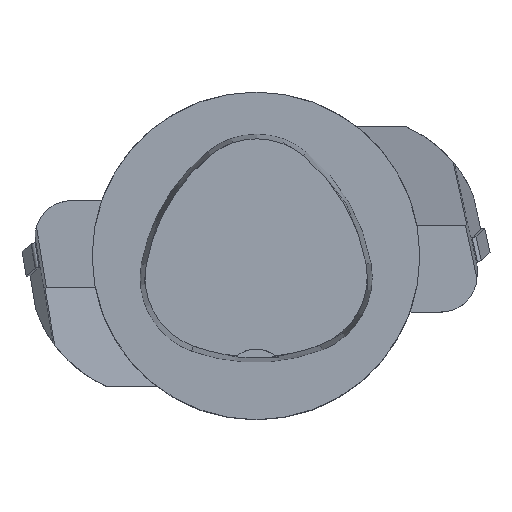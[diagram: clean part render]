
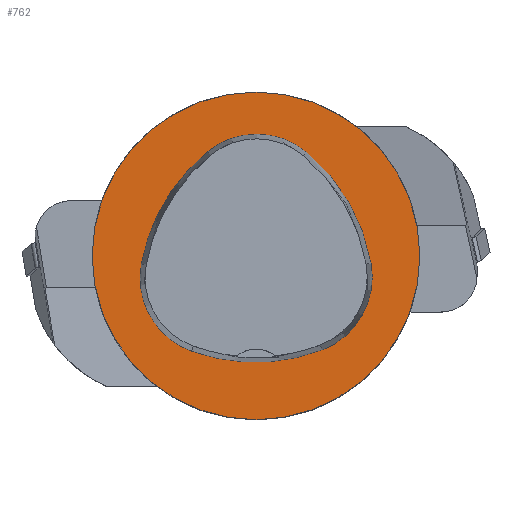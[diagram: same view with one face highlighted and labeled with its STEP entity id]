
A CAD part, top view. The second image highlights one B-rep face of the part: STEP entity #762.
In plain terms, the highlighted planar face has unit normal (0, 0, 1).
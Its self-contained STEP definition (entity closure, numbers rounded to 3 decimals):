
#762=ADVANCED_FACE('',(#1019,#1020),#918,.T.);
#918=PLANE('',#4097);
#1019=FACE_BOUND('',#1196,.T.);
#1020=FACE_BOUND('',#1197,.T.);
#1196=EDGE_LOOP('',(#2012,#2013,#2014,#2015,#2016,#2017));
#1197=EDGE_LOOP('',(#2018));
#1312=CIRCLE('',#4069,31.5);
#1313=CIRCLE('',#4075,36.);
#1315=CIRCLE('',#4078,15.);
#1317=CIRCLE('',#4081,36.);
#1319=CIRCLE('',#4084,15.);
#1323=CIRCLE('',#4089,36.);
#1325=CIRCLE('',#4092,15.);
#2012=ORIENTED_EDGE('',*,*,#3022,.T.);
#2013=ORIENTED_EDGE('',*,*,#3002,.T.);
#2014=ORIENTED_EDGE('',*,*,#3006,.T.);
#2015=ORIENTED_EDGE('',*,*,#3009,.T.);
#2016=ORIENTED_EDGE('',*,*,#3012,.T.);
#2017=ORIENTED_EDGE('',*,*,#3020,.T.);
#2018=ORIENTED_EDGE('',*,*,#2993,.F.);
#2557=VERTEX_POINT('',#6172);
#2566=VERTEX_POINT('',#6191);
#2567=VERTEX_POINT('',#6192);
#2570=VERTEX_POINT('',#6200);
#2572=VERTEX_POINT('',#6206);
#2574=VERTEX_POINT('',#6212);
#2581=VERTEX_POINT('',#6233);
#2993=EDGE_CURVE('',#2557,#2557,#1312,.T.);
#3002=EDGE_CURVE('',#2566,#2567,#1313,.T.);
#3006=EDGE_CURVE('',#2567,#2570,#1315,.T.);
#3009=EDGE_CURVE('',#2570,#2572,#1317,.T.);
#3012=EDGE_CURVE('',#2572,#2574,#1319,.T.);
#3020=EDGE_CURVE('',#2574,#2581,#1323,.T.);
#3022=EDGE_CURVE('',#2581,#2566,#1325,.T.);
#4069=AXIS2_PLACEMENT_3D('',#6171,#4774,#4775);
#4075=AXIS2_PLACEMENT_3D('',#6190,#4790,#4791);
#4078=AXIS2_PLACEMENT_3D('',#6199,#4798,#4799);
#4081=AXIS2_PLACEMENT_3D('',#6205,#4805,#4806);
#4084=AXIS2_PLACEMENT_3D('',#6211,#4812,#4813);
#4089=AXIS2_PLACEMENT_3D('',#6234,#4824,#4825);
#4092=AXIS2_PLACEMENT_3D('',#6237,#4830,#4831);
#4097=AXIS2_PLACEMENT_3D('',#6242,#4840,#4841);
#4774=DIRECTION('',(0.,0.,-1.));
#4775=DIRECTION('',(-1.,0.,0.));
#4790=DIRECTION('',(0.,0.,-1.));
#4791=DIRECTION('',(-1.,0.,0.));
#4798=DIRECTION('',(0.,0.,-1.));
#4799=DIRECTION('',(-1.,0.,0.));
#4805=DIRECTION('',(0.,0.,-1.));
#4806=DIRECTION('',(-1.,0.,0.));
#4812=DIRECTION('',(0.,0.,-1.));
#4813=DIRECTION('',(-1.,0.,0.));
#4824=DIRECTION('',(0.,0.,-1.));
#4825=DIRECTION('',(-1.,0.,0.));
#4830=DIRECTION('',(0.,0.,-1.));
#4831=DIRECTION('',(-1.,0.,0.));
#4840=DIRECTION('',(0.,0.,1.));
#4841=DIRECTION('',(1.,0.,0.));
#6171=CARTESIAN_POINT('',(0.,0.,0.));
#6172=CARTESIAN_POINT('',(-31.5,0.,0.));
#6190=CARTESIAN_POINT('',(13.398,-7.893,0.));
#6191=CARTESIAN_POINT('',(-22.041,-1.562,0.));
#6192=CARTESIAN_POINT('',(-9.317,20.036,0.));
#6199=CARTESIAN_POINT('',(0.148,8.399,0.));
#6200=CARTESIAN_POINT('',(9.779,19.898,0.));
#6205=CARTESIAN_POINT('',(-13.337,-7.7,0.));
#6206=CARTESIAN_POINT('',(22.122,-1.48,0.));
#6211=CARTESIAN_POINT('',(7.347,-4.071,0.));
#6212=CARTESIAN_POINT('',(12.693,-18.087,0.));
#6233=CARTESIAN_POINT('',(-12.373,-18.307,0.));
#6234=CARTESIAN_POINT('',(-0.137,15.55,0.));
#6237=CARTESIAN_POINT('',(-7.275,-4.2,0.));
#6242=CARTESIAN_POINT('',(0.,0.,0.));
